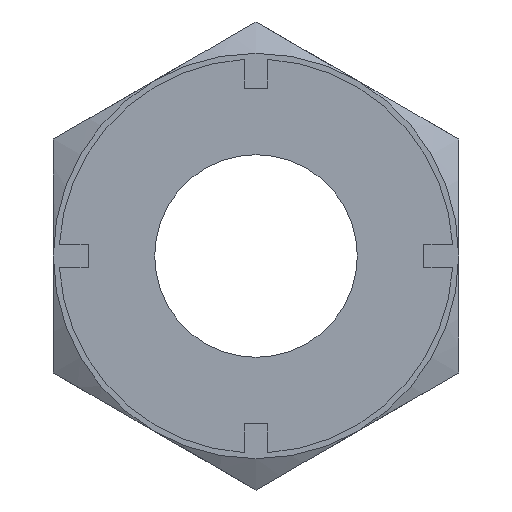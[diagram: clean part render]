
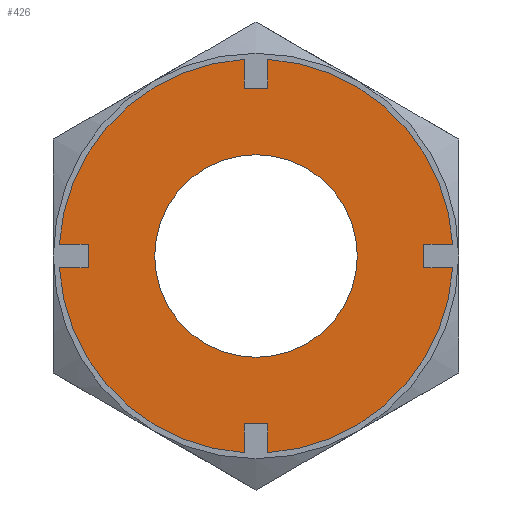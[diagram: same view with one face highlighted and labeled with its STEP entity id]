
A CAD part, left-side view. The second image highlights one B-rep face of the part: STEP entity #426.
In plain terms, the highlighted planar face has unit normal (-1, 0, 0).
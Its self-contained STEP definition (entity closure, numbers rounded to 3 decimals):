
#246=EDGE_CURVE('',#502,#456,#658,.T.);
#250=EDGE_CURVE('',#580,#378,#662,.T.);
#256=EDGE_CURVE('',#348,#556,#668,.T.);
#268=EDGE_CURVE('',#528,#322,#682,.T.);
#278=EDGE_CURVE('',#436,#500,#694,.T.);
#284=EDGE_CURVE('',#340,#306,#701,.T.);
#306=VERTEX_POINT('',#723);
#308=EDGE_CURVE('',#306,#322,#725,.T.);
#322=VERTEX_POINT('',#741);
#334=EDGE_CURVE('',#348,#340,#753,.T.);
#340=VERTEX_POINT('',#760);
#348=VERTEX_POINT('',#768);
#356=EDGE_CURVE('',#408,#370,#777,.T.);
#366=EDGE_CURVE('',#370,#378,#787,.T.);
#370=VERTEX_POINT('',#791);
#378=VERTEX_POINT('',#800);
#386=EDGE_CURVE('',#456,#502,#808,.T.);
#408=VERTEX_POINT('',#834);
#412=EDGE_CURVE('',#514,#472,#839,.T.);
#426=ADVANCED_FACE('',(#857,#858),#859,.T.);
#436=VERTEX_POINT('',#869);
#456=VERTEX_POINT('',#893);
#458=EDGE_CURVE('',#472,#500,#895,.T.);
#472=VERTEX_POINT('',#910);
#498=EDGE_CURVE('',#528,#514,#939,.T.);
#500=VERTEX_POINT('',#941);
#502=VERTEX_POINT('',#943);
#508=EDGE_CURVE('',#436,#408,#949,.T.);
#514=VERTEX_POINT('',#955);
#526=EDGE_CURVE('',#586,#538,#968,.T.);
#528=VERTEX_POINT('',#970);
#534=EDGE_CURVE('',#538,#556,#977,.T.);
#538=VERTEX_POINT('',#981);
#556=VERTEX_POINT('',#1000);
#566=EDGE_CURVE('',#580,#586,#1011,.T.);
#580=VERTEX_POINT('',#1025);
#586=VERTEX_POINT('',#1031);
#658=CIRCLE('',#1136,9.0);
#662=CIRCLE('',#1140,17.5);
#668=CIRCLE('',#1151,17.5);
#682=CIRCLE('',#1167,17.5);
#694=CIRCLE('',#1190,17.5);
#701=LINE('',#1200,#1201);
#723=CARTESIAN_POINT('',(-27.0,14.9,-1.05));
#725=LINE('',#1249,#1250);
#741=CARTESIAN_POINT('',(-27.,17.468,-1.05));
#753=LINE('',#1297,#1298);
#760=CARTESIAN_POINT('',(-27.0,14.9,1.05));
#768=CARTESIAN_POINT('',(-27.,17.468,1.05));
#777=LINE('',#1328,#1329);
#787=LINE('',#1344,#1345);
#791=CARTESIAN_POINT('',(-27.0,-14.9,1.05));
#800=CARTESIAN_POINT('',(-27.,-17.468,1.05));
#808=CIRCLE('',#1382,9.0);
#834=CARTESIAN_POINT('',(-27.0,-14.9,-1.05));
#839=LINE('',#1428,#1429);
#857=FACE_BOUND('',#1458,.T.);
#858=FACE_OUTER_BOUND('',#1459,.T.);
#859=PLANE('',#1460);
#869=CARTESIAN_POINT('',(-27.,-17.468,-1.05));
#893=CARTESIAN_POINT('',(-27.,-9.,0.));
#895=LINE('',#1534,#1535);
#910=CARTESIAN_POINT('',(-27.0,-1.05,-14.9));
#939=LINE('',#1610,#1611);
#941=CARTESIAN_POINT('',(-27.,-1.05,-17.468));
#943=CARTESIAN_POINT('',(-27.,9.,0.));
#949=LINE('',#1624,#1625);
#955=CARTESIAN_POINT('',(-27.0,1.05,-14.9));
#968=LINE('',#1662,#1663);
#970=CARTESIAN_POINT('',(-27.,1.05,-17.468));
#977=LINE('',#1683,#1684);
#981=CARTESIAN_POINT('',(-27.0,1.05,14.9));
#1000=CARTESIAN_POINT('',(-27.,1.05,17.468));
#1011=LINE('',#1758,#1759);
#1025=CARTESIAN_POINT('',(-27.,-1.05,17.468));
#1031=CARTESIAN_POINT('',(-27.0,-1.05,14.9));
#1136=AXIS2_PLACEMENT_3D('',#1899,#1900,#1901);
#1140=AXIS2_PLACEMENT_3D('',#1903,#1904,#1905);
#1151=AXIS2_PLACEMENT_3D('',#1908,#1909,#1910);
#1167=AXIS2_PLACEMENT_3D('',#1929,#1930,#1931);
#1190=AXIS2_PLACEMENT_3D('',#1948,#1949,#1950);
#1200=CARTESIAN_POINT('',(-27.,14.9,-0.525));
#1201=VECTOR('',#1960,1.0);
#1249=CARTESIAN_POINT('',(-27.,15.375,-1.05));
#1250=VECTOR('',#1965,1.0);
#1297=CARTESIAN_POINT('',(-27.,14.075,1.05));
#1298=VECTOR('',#1992,1.0);
#1328=CARTESIAN_POINT('',(-27.,-14.9,0.525));
#1329=VECTOR('',#2014,1.0);
#1344=CARTESIAN_POINT('',(-27.,-2.125,1.05));
#1345=VECTOR('',#2017,1.0);
#1382=AXIS2_PLACEMENT_3D('',#2031,#2032,#2033);
#1428=CARTESIAN_POINT('',(-27.,6.1,-14.9));
#1429=VECTOR('',#2090,1.0);
#1458=EDGE_LOOP('',(#2124,#2125));
#1459=EDGE_LOOP('',(#2126,#2127,#2128,#2129,#2130,#2131,#2132,#2133,#2134,#2135,#2136,#2137,#2138,#2139,#2140,#2141));
#1460=AXIS2_PLACEMENT_3D('',#2142,#2143,#2144);
#1534=CARTESIAN_POINT('',(-27.,-1.05,-8.75));
#1535=VECTOR('',#2184,1.0);
#1610=CARTESIAN_POINT('',(-27.,1.05,-7.45));
#1611=VECTOR('',#2227,1.0);
#1624=CARTESIAN_POINT('',(-27.,-0.825,-1.05));
#1625=VECTOR('',#2229,1.0);
#1662=CARTESIAN_POINT('',(-27.,7.15,14.9));
#1663=VECTOR('',#2244,1.0);
#1683=CARTESIAN_POINT('',(-27.,1.05,8.75));
#1684=VECTOR('',#2253,1.0);
#1758=CARTESIAN_POINT('',(-27.,-1.05,7.45));
#1759=VECTOR('',#2278,1.0);
#1899=CARTESIAN_POINT('',(-27.,0.,0.));
#1900=DIRECTION('',(1.0,0.0,-0.0));
#1901=DIRECTION('',(0.0,1.0,0.));
#1903=CARTESIAN_POINT('',(-27.,0.,0.));
#1904=DIRECTION('',(1.0,0.0,-0.0));
#1905=DIRECTION('',(0.0,1.0,0.));
#1908=CARTESIAN_POINT('',(-27.,0.,0.));
#1909=DIRECTION('',(1.0,0.0,-0.0));
#1910=DIRECTION('',(0.0,1.0,0.));
#1929=CARTESIAN_POINT('',(-27.,0.,0.));
#1930=DIRECTION('',(1.0,0.0,-0.0));
#1931=DIRECTION('',(0.0,1.0,0.));
#1948=CARTESIAN_POINT('',(-27.,0.,0.));
#1949=DIRECTION('',(1.0,0.0,-0.0));
#1950=DIRECTION('',(0.0,1.0,0.));
#1960=DIRECTION('',(0.0,0.0,-1.0));
#1965=DIRECTION('',(0.0,1.0,0.0));
#1992=DIRECTION('',(0.0,-1.0,0.0));
#2014=DIRECTION('',(0.0,0.0,1.0));
#2017=DIRECTION('',(0.0,-1.0,0.0));
#2031=CARTESIAN_POINT('',(-27.,0.,0.));
#2032=DIRECTION('',(1.0,0.0,-0.0));
#2033=DIRECTION('',(0.0,1.0,0.));
#2090=DIRECTION('',(0.0,-1.0,0.0));
#2124=ORIENTED_EDGE('',*,*,#246,.T.);
#2125=ORIENTED_EDGE('',*,*,#386,.T.);
#2126=ORIENTED_EDGE('',*,*,#566,.T.);
#2127=ORIENTED_EDGE('',*,*,#526,.T.);
#2128=ORIENTED_EDGE('',*,*,#534,.T.);
#2129=ORIENTED_EDGE('',*,*,#256,.F.);
#2130=ORIENTED_EDGE('',*,*,#334,.T.);
#2131=ORIENTED_EDGE('',*,*,#284,.T.);
#2132=ORIENTED_EDGE('',*,*,#308,.T.);
#2133=ORIENTED_EDGE('',*,*,#268,.F.);
#2134=ORIENTED_EDGE('',*,*,#498,.T.);
#2135=ORIENTED_EDGE('',*,*,#412,.T.);
#2136=ORIENTED_EDGE('',*,*,#458,.T.);
#2137=ORIENTED_EDGE('',*,*,#278,.F.);
#2138=ORIENTED_EDGE('',*,*,#508,.T.);
#2139=ORIENTED_EDGE('',*,*,#356,.T.);
#2140=ORIENTED_EDGE('',*,*,#366,.T.);
#2141=ORIENTED_EDGE('',*,*,#250,.F.);
#2142=CARTESIAN_POINT('',(-27.,13.25,0.));
#2143=DIRECTION('',(-1.0,0.0,0.0));
#2144=DIRECTION('',(0.0,-1.0,0.));
#2184=DIRECTION('',(0.0,0.0,-1.0));
#2227=DIRECTION('',(0.0,0.0,1.0));
#2229=DIRECTION('',(0.0,1.0,0.0));
#2244=DIRECTION('',(0.0,1.0,0.0));
#2253=DIRECTION('',(0.0,0.0,1.0));
#2278=DIRECTION('',(0.0,0.0,-1.0));
